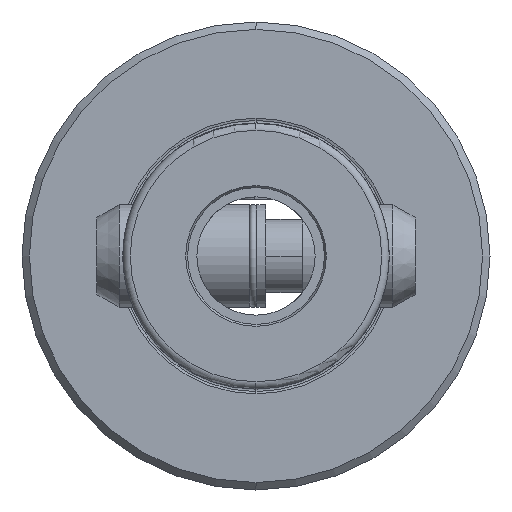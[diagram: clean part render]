
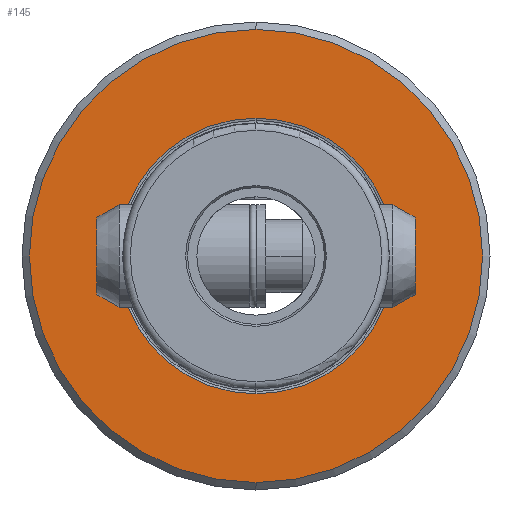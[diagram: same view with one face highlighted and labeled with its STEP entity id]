
A CAD part, left-side view. The second image highlights one B-rep face of the part: STEP entity #145.
In plain terms, the highlighted planar face has unit normal (-1, 0, 0).
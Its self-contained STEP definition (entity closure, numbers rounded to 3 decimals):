
#125 = DIRECTION ( 'NONE',  ( 1., 0., 0. ) ) ;
#145 = ADVANCED_FACE ( 'NONE', ( #5148, #1746 ), #2706, .F. ) ;
#179 = EDGE_LOOP ( 'NONE', ( #3950, #1819 ) ) ;
#333 = EDGE_CURVE ( 'NONE', #3730, #4328, #2580, .T. ) ;
#474 = AXIS2_PLACEMENT_3D ( 'NONE', #1027, #3896, #1446 ) ;
#517 = DIRECTION ( 'NONE',  ( -1., 0., 0. ) ) ;
#523 = DIRECTION ( 'NONE',  ( 0., 0., 1. ) ) ;
#541 = CIRCLE ( 'NONE', #474, 30.635 ) ;
#629 = EDGE_CURVE ( 'NONE', #2849, #1568, #541, .T. ) ;
#764 = CARTESIAN_POINT ( 'NONE',  ( 40., 0., 0. ) ) ;
#812 = EDGE_CURVE ( 'NONE', #4328, #3730, #1240, .T. ) ;
#864 = CARTESIAN_POINT ( 'NONE',  ( 40., 0., 0. ) ) ;
#870 = EDGE_CURVE ( 'NONE', #1568, #2849, #2071, .T. ) ;
#895 = DIRECTION ( 'NONE',  ( -1., 0., 0. ) ) ;
#900 = DIRECTION ( 'NONE',  ( 0., 0., 1. ) ) ;
#1027 = CARTESIAN_POINT ( 'NONE',  ( 40., 0., 0. ) ) ;
#1103 = CARTESIAN_POINT ( 'NONE',  ( 40., 0., 18.639 ) ) ;
#1165 = DIRECTION ( 'NONE',  ( 0., 0., 1. ) ) ;
#1240 = CIRCLE ( 'NONE', #2397, 18.639 ) ;
#1356 = ORIENTED_EDGE ( 'NONE', *, *, #629, .T. ) ;
#1446 = DIRECTION ( 'NONE',  ( 0., 0., 1. ) ) ;
#1501 = AXIS2_PLACEMENT_3D ( 'NONE', #4331, #125, #2291 ) ;
#1568 = VERTEX_POINT ( 'NONE', #2867 ) ;
#1746 = FACE_OUTER_BOUND ( 'NONE', #3622, .T. ) ;
#1794 = CARTESIAN_POINT ( 'NONE',  ( 40., 0., -18.639 ) ) ;
#1819 = ORIENTED_EDGE ( 'NONE', *, *, #333, .F. ) ;
#2071 = CIRCLE ( 'NONE', #3491, 30.635 ) ;
#2291 = DIRECTION ( 'NONE',  ( 0., 0., -1. ) ) ;
#2397 = AXIS2_PLACEMENT_3D ( 'NONE', #5009, #517, #523 ) ;
#2580 = CIRCLE ( 'NONE', #3155, 18.639 ) ;
#2706 = PLANE ( 'NONE',  #1501 ) ;
#2849 = VERTEX_POINT ( 'NONE', #5229 ) ;
#2867 = CARTESIAN_POINT ( 'NONE',  ( 40., 0., 30.635 ) ) ;
#3155 = AXIS2_PLACEMENT_3D ( 'NONE', #764, #3619, #1165 ) ;
#3491 = AXIS2_PLACEMENT_3D ( 'NONE', #864, #895, #900 ) ;
#3619 = DIRECTION ( 'NONE',  ( -1., 0., 0. ) ) ;
#3622 = EDGE_LOOP ( 'NONE', ( #1356, #3816 ) ) ;
#3730 = VERTEX_POINT ( 'NONE', #1794 ) ;
#3816 = ORIENTED_EDGE ( 'NONE', *, *, #870, .T. ) ;
#3896 = DIRECTION ( 'NONE',  ( -1., 0., 0. ) ) ;
#3950 = ORIENTED_EDGE ( 'NONE', *, *, #812, .F. ) ;
#4328 = VERTEX_POINT ( 'NONE', #1103 ) ;
#4331 = CARTESIAN_POINT ( 'NONE',  ( 40., 18.639, 0. ) ) ;
#5009 = CARTESIAN_POINT ( 'NONE',  ( 40., 0., 0. ) ) ;
#5148 = FACE_BOUND ( 'NONE', #179, .T. ) ;
#5229 = CARTESIAN_POINT ( 'NONE',  ( 40., 0., -30.635 ) ) ;
